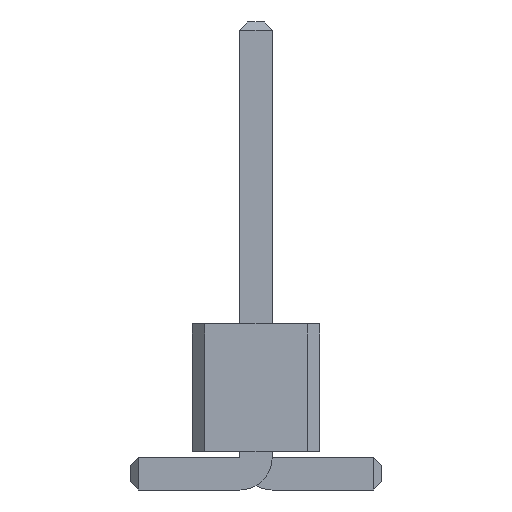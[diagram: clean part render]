
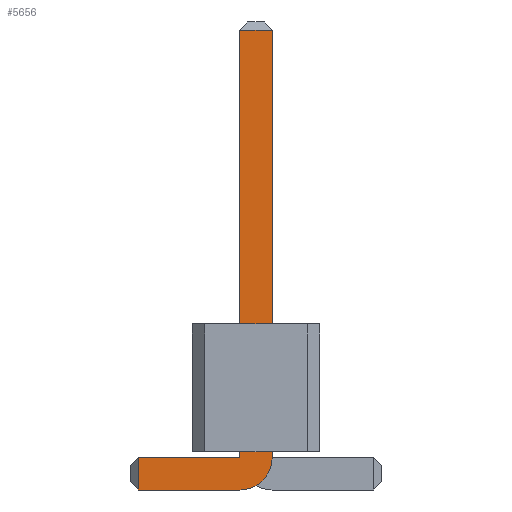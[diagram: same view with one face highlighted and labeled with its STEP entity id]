
A CAD part, front view. The second image highlights one B-rep face of the part: STEP entity #5656.
In plain terms, the highlighted planar face has unit normal (0, -1, 0).
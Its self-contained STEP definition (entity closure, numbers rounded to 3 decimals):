
#56=DIRECTION('',(0.,-1.,0.));
#67=DIRECTION('',(1.,0.,0.));
#1181=VECTOR('',#67,1.);
#1234=DIRECTION('',(-1.,0.,0.));
#2345=VECTOR('',#1234,1.);
#2521=DIRECTION('',(0.,0.,-1.));
#2540=VECTOR('',#2521,1.);
#5487=VECTOR('',#5488,1.);
#5488=DIRECTION('',(0.,0.,1.));
#5510=DIRECTION('',(-0.,-1.,-0.));
#5517=VERTEX_POINT('',#5518);
#5518=CARTESIAN_POINT('',(-2.34,-24.45,0.));
#5521=ORIENTED_EDGE('',*,*,#5522,.T.);
#5522=EDGE_CURVE('',#5517,#5523,#5525,.T.);
#5523=VERTEX_POINT('',#5524);
#5524=CARTESIAN_POINT('',(-0.32,-24.45,0.));
#5525=LINE('',#5526,#1181);
#5526=CARTESIAN_POINT('',(-2.5,-24.45,0.));
#5558=VERTEX_POINT('',#5559);
#5559=CARTESIAN_POINT('',(0.32,-24.45,0.64));
#5562=EDGE_CURVE('',#5523,#5558,#5563,.T.);
#5563=CIRCLE('',#5564,0.64);
#5564=AXIS2_PLACEMENT_3D('',#5565,#56,#2521);
#5565=CARTESIAN_POINT('',(-0.32,-24.45,0.64));
#5573=VERTEX_POINT('',#5565);
#5575=ORIENTED_EDGE('',*,*,#5576,.T.);
#5576=EDGE_CURVE('',#5573,#5577,#5579,.T.);
#5577=VERTEX_POINT('',#5578);
#5578=CARTESIAN_POINT('',(-2.34,-24.45,0.64));
#5579=LINE('',#5565,#2345);
#5589=ORIENTED_EDGE('',*,*,#5590,.T.);
#5590=EDGE_CURVE('',#5558,#5591,#5593,.T.);
#5591=VERTEX_POINT('',#5592);
#5592=CARTESIAN_POINT('',(0.32,-24.45,9.14));
#5593=LINE('',#5594,#5487);
#5594=CARTESIAN_POINT('',(0.32,-24.45,0.));
#5607=VERTEX_POINT('',#5608);
#5608=CARTESIAN_POINT('',(-0.32,-24.45,9.14));
#5610=ORIENTED_EDGE('',*,*,#5611,.T.);
#5611=EDGE_CURVE('',#5607,#5573,#5612,.T.);
#5612=LINE('',#5613,#2540);
#5613=CARTESIAN_POINT('',(-0.32,-24.45,9.3));
#5656=ADVANCED_FACE('',(#5657),#5666,.T.);
#5657=FACE_BOUND('',#5658,.T.);
#5658=EDGE_LOOP('',(#5521,#5659,#5589,#5660,#5610,#5575,#5663));
#5659=ORIENTED_EDGE('',*,*,#5562,.T.);
#5660=ORIENTED_EDGE('',*,*,#5661,.T.);
#5661=EDGE_CURVE('',#5591,#5607,#5662,.T.);
#5662=LINE('',#5592,#2345);
#5663=ORIENTED_EDGE('',*,*,#5664,.T.);
#5664=EDGE_CURVE('',#5577,#5517,#5665,.T.);
#5665=LINE('',#5578,#2540);
#5666=PLANE('',#5667);
#5667=AXIS2_PLACEMENT_3D('',#5668,#5510,#2521);
#5668=CARTESIAN_POINT('',(-0.311,-24.45,3.871));
